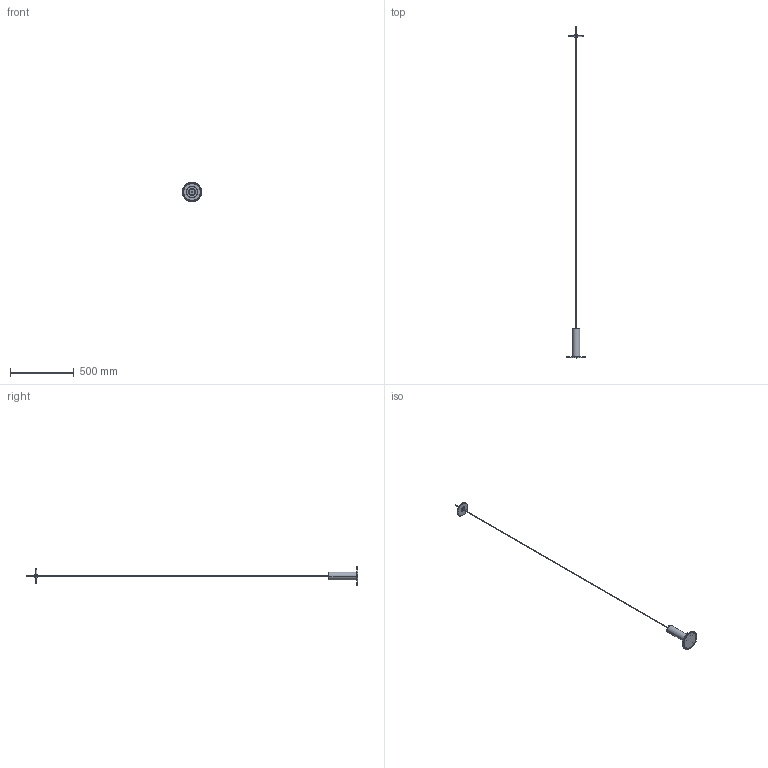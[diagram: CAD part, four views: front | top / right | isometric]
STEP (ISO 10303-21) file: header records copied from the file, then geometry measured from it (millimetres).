
FILE_DESCRIPTION (( 'STEP AP214' ), '1' );
FILE_NAME ('Pablo Designs, Share CAD, Cielo Plus.SLDASM.STEP', '2023-02-04T00:42:36', ( '' ), ( '' ), 'SwSTEP 2.0', 'SolidWorks 2019', '' );
FILE_SCHEMA (( 'AUTOMOTIVE_DESIGN' ));
Length unit declared in the file: inch
Products named in the file (16): ceiling thru tube_1; Cielo Plus, Head Cover; StrainRelief_Assem; ips_1; CORD; FemaleStrainRelief; Cielo Plus, Stem; StrainReliefPlastic; 1l8 IPS NUT2_1; Solis ceiling canopy_1_TTP7V1; Solis wall plate_1; Cielo, Lens, logo update; Solis wall cover_1; Pablo Designs, Share CAD, Cielo Plus.SLDASM; Cielo Plus, Top Cover; TTP_StrainRelief_07_21_2011
Assembly tree (17 placements, depth 4):
  Pablo Designs, Share CAD, Cielo Plus.SLDASM
    Cielo Plus, Head Cover
    Cielo Plus, Stem
    Cielo Plus, Top Cover
    Cielo, Lens, logo update
    Solis ceiling canopy_1_TTP7V1
      Solis wall cover_1
      Solis wall plate_1
      ips_1  x2
      ceiling thru tube_1  x2
      1l8 IPS NUT2_1
      CORD
      StrainRelief_Assem
        TTP_StrainRelief_07_21_2011
        StrainReliefPlastic
      FemaleStrainRelief
Bounding box: 154.44 x 2612.77 x 154.44 mm (x, y, z)
Volume: 357534.2 mm3; surface area: 271847.9 mm2
Topology: 17 solids, 30 shells, 760 faces, 1973 edges, 1313 vertices
Faces by surface type: plane 316, cylinder 280, cone 67, bspline 53, torus 44
Entity records: 28062 total; most frequent: CARTESIAN_POINT 6288, ORIENTED_EDGE 3846, DIRECTION 3782, EDGE_CURVE 1945, AXIS2_PLACEMENT_3D 1411, VERTEX_POINT 1295, LINE 960, VECTOR 960
